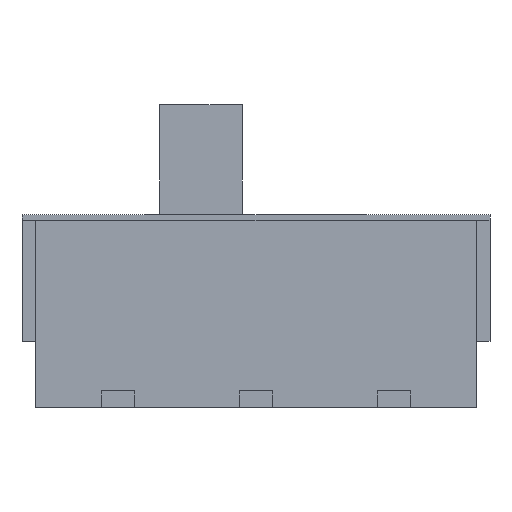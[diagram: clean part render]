
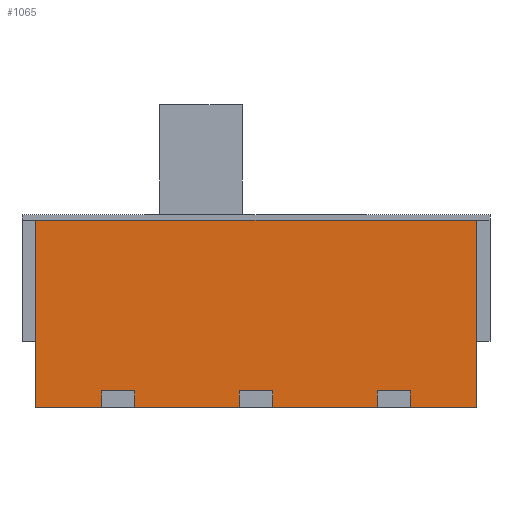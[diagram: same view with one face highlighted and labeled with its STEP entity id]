
A CAD part, front view. The second image highlights one B-rep face of the part: STEP entity #1065.
In plain terms, the highlighted planar face has unit normal (0, -1, 0).
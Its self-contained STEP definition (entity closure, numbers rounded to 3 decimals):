
#37=FACE_OUTER_BOUND('',#107,.T.);
#107=EDGE_LOOP('',(#707,#708,#709,#710));
#179=LINE('',#1519,#323);
#180=LINE('',#1521,#324);
#181=LINE('',#1523,#325);
#182=LINE('',#1524,#326);
#323=VECTOR('',#1233,10.);
#324=VECTOR('',#1234,10.);
#325=VECTOR('',#1235,10.);
#326=VECTOR('',#1236,10.);
#467=VERTEX_POINT('',#1517);
#468=VERTEX_POINT('',#1518);
#469=VERTEX_POINT('',#1520);
#470=VERTEX_POINT('',#1522);
#563=EDGE_CURVE('',#467,#468,#179,.T.);
#564=EDGE_CURVE('',#467,#469,#180,.T.);
#565=EDGE_CURVE('',#470,#469,#181,.T.);
#566=EDGE_CURVE('',#468,#470,#182,.T.);
#707=ORIENTED_EDGE('',*,*,#563,.F.);
#708=ORIENTED_EDGE('',*,*,#564,.T.);
#709=ORIENTED_EDGE('',*,*,#565,.F.);
#710=ORIENTED_EDGE('',*,*,#566,.F.);
#995=PLANE('',#1159);
#1065=ADVANCED_FACE('',(#37),#995,.T.);
#1159=AXIS2_PLACEMENT_3D('',#1516,#1231,#1232);
#1231=DIRECTION('center_axis',(0.,-1.,0.));
#1232=DIRECTION('ref_axis',(1.,0.,0.));
#1233=DIRECTION('',(0.,0.,1.));
#1234=DIRECTION('',(1.,0.,0.));
#1235=DIRECTION('',(0.,0.,-1.));
#1236=DIRECTION('',(1.,0.,0.));
#1516=CARTESIAN_POINT('Origin',(2.8,-1.75,0.));
#1517=CARTESIAN_POINT('',(-4.,-1.75,0.));
#1518=CARTESIAN_POINT('',(-4.,-1.75,3.4));
#1519=CARTESIAN_POINT('',(-4.,-1.75,0.));
#1520=CARTESIAN_POINT('',(4.,-1.75,0.));
#1521=CARTESIAN_POINT('',(0.,-1.75,0.));
#1522=CARTESIAN_POINT('',(4.,-1.75,3.4));
#1523=CARTESIAN_POINT('',(4.,-1.75,0.));
#1524=CARTESIAN_POINT('',(1.4,-1.75,3.4));
